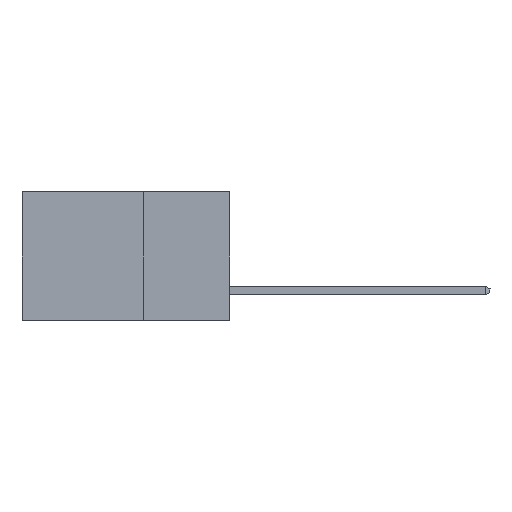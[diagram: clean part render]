
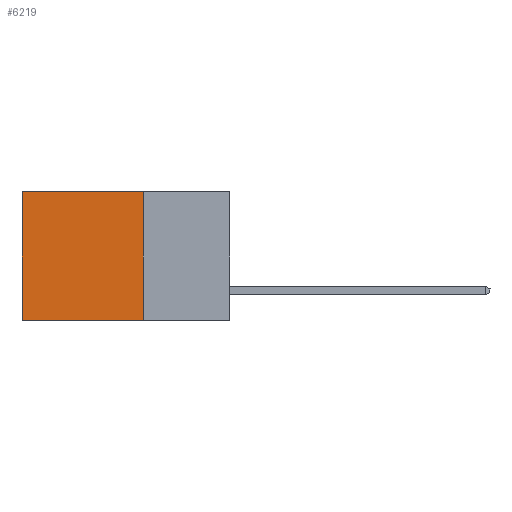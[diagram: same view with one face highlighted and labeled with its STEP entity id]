
A CAD part, left-side view. The second image highlights one B-rep face of the part: STEP entity #6219.
In plain terms, the highlighted planar face has unit normal (-1, 0, 0).
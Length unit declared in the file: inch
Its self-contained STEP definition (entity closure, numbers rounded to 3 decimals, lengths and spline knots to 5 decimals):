
#458 = CARTESIAN_POINT ( 'NONE',  ( 0.2615, 0.25, 0. ) ) ;
#534 = DIRECTION ( 'NONE',  ( 0., 0., -1. ) ) ;
#587 = EDGE_CURVE ( 'NONE', #12700, #11867, #1688, .T. ) ;
#979 = EDGE_CURVE ( 'NONE', #11867, #9781, #7248, .T. ) ;
#1365 = EDGE_LOOP ( 'NONE', ( #8324, #8548, #2436, #12682 ) ) ;
#1688 = LINE ( 'NONE', #4457, #11178 ) ;
#2436 = ORIENTED_EDGE ( 'NONE', *, *, #587, .F. ) ;
#2979 = FACE_OUTER_BOUND ( 'NONE', #1365, .T. ) ;
#3126 = VECTOR ( 'NONE', #9554, 39.37008 ) ;
#3487 = LINE ( 'NONE', #6434, #8907 ) ;
#3521 = VECTOR ( 'NONE', #9442, 39.37008 ) ;
#4457 = CARTESIAN_POINT ( 'NONE',  ( 0.2615, 0.25, -0.37 ) ) ;
#5651 = CARTESIAN_POINT ( 'NONE',  ( 0.2615, 0.6, -0.37 ) ) ;
#6219 = ADVANCED_FACE ( 'NONE', ( #2979 ), #7776, .F. ) ;
#6434 = CARTESIAN_POINT ( 'NONE',  ( 0.2615, 0.25, 0. ) ) ;
#7248 = LINE ( 'NONE', #12269, #3521 ) ;
#7625 = LINE ( 'NONE', #5651, #3126 ) ;
#7776 = PLANE ( 'NONE',  #10872 ) ;
#7906 = DIRECTION ( 'NONE',  ( 1., 0., 0. ) ) ;
#8324 = ORIENTED_EDGE ( 'NONE', *, *, #10159, .T. ) ;
#8548 = ORIENTED_EDGE ( 'NONE', *, *, #979, .F. ) ;
#8791 = CARTESIAN_POINT ( 'NONE',  ( 0.2615, 0.6, -0.37 ) ) ;
#8907 = VECTOR ( 'NONE', #10348, 39.37008 ) ;
#9442 = DIRECTION ( 'NONE',  ( 0., 1., 0. ) ) ;
#9554 = DIRECTION ( 'NONE',  ( 0., 0., -1. ) ) ;
#9781 = VERTEX_POINT ( 'NONE', #8791 ) ;
#9801 = CARTESIAN_POINT ( 'NONE',  ( 0.2615, 0.6, 0. ) ) ;
#9898 = CARTESIAN_POINT ( 'NONE',  ( 0.2615, 0.25, -0.37 ) ) ;
#10159 = EDGE_CURVE ( 'NONE', #10258, #9781, #7625, .T. ) ;
#10258 = VERTEX_POINT ( 'NONE', #9801 ) ;
#10348 = DIRECTION ( 'NONE',  ( 0., 1., 0. ) ) ;
#10872 = AXIS2_PLACEMENT_3D ( 'NONE', #9898, #7906, #11838 ) ;
#11178 = VECTOR ( 'NONE', #534, 39.37008 ) ;
#11360 = CARTESIAN_POINT ( 'NONE',  ( 0.2615, 0.25, -0.37 ) ) ;
#11821 = EDGE_CURVE ( 'NONE', #12700, #10258, #3487, .T. ) ;
#11838 = DIRECTION ( 'NONE',  ( 0., 0., -1. ) ) ;
#11867 = VERTEX_POINT ( 'NONE', #11360 ) ;
#12269 = CARTESIAN_POINT ( 'NONE',  ( 0.2615, 0.25, -0.37 ) ) ;
#12682 = ORIENTED_EDGE ( 'NONE', *, *, #11821, .T. ) ;
#12700 = VERTEX_POINT ( 'NONE', #458 ) ;
